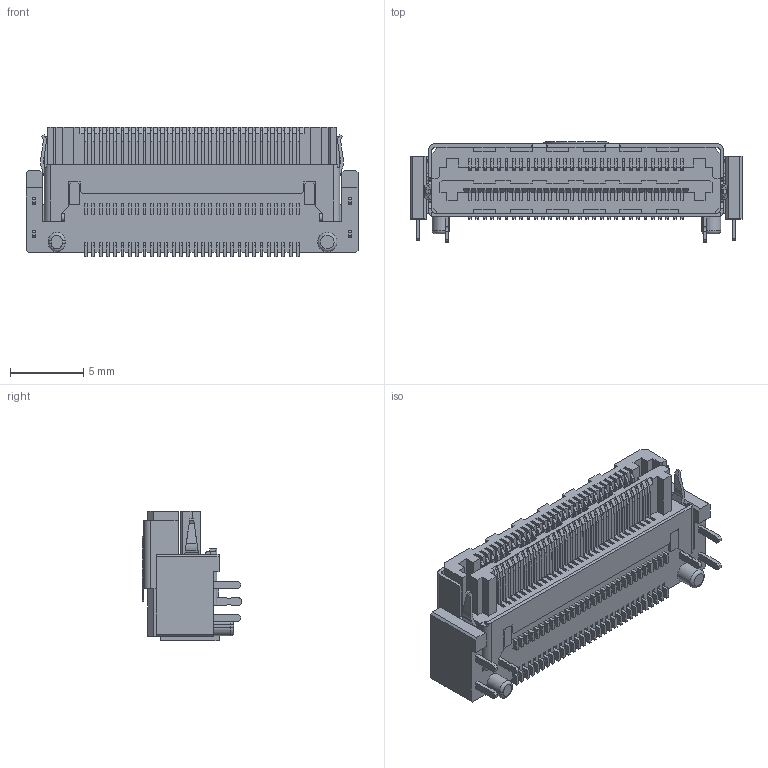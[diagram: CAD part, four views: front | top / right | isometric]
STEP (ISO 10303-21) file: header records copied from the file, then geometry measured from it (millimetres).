
FILE_DESCRIPTION(/* description */ ('STEP AP214'),/* implementation_level */ '2;1');
FILE_NAME(/* name */ 'LSHM-130-01-L-RH-A-S-K-TR',/* time_stamp */ '2024-01-15T11:37:53+01:00',/* author */ ('License CC BY-ND 4.0'),/* organization */ ('CADENAS'),/* preprocessor_version */ 'ST-DEVELOPER v19.3',/* originating_system */ 'PARTsolutions',/* authorisation */ ' ');
FILE_SCHEMA (('AUTOMOTIVE_DESIGN {1 0 10303 214 3 1 1}'));
Products named in the file (5): LSHM-130-01-L-RH-A-S-K-TR; K-DOT-.177-.281--.005pp; C-185--30-01-RH1P2 L; C-185--30-01-L-RH1P; LSHM-30-01-RH-A-S_STRIP
Assembly tree (4 placements, depth 2):
  LSHM-130-01-L-RH-A-S-K-TR
    K-DOT-.177-.281--.005pp
    C-185--30-01-RH1P2 L
    C-185--30-01-L-RH1P
    LSHM-30-01-RH-A-S_STRIP
Bounding box: 22.7 x 6.83 x 8.85 mm (x, y, z)
Volume: 734.2 mm3; surface area: 3017.4 mm2
Topology: 4 solids, 4 shells, 2039 faces, 5819 edges, 3723 vertices
Faces by surface type: plane 2000, cylinder 36, torus 3
Full cylindrical faces by diameter (mm): 1.32 x1, 4.5 x1
Entity records: 73885 total; most frequent: ORIENTED_EDGE 11632, CARTESIAN_POINT 11583, DIRECTION 9985, EDGE_CURVE 5816, LINE 5735, VECTOR 5735, VERTEX_POINT 3723, AXIS2_PLACEMENT_3D 2125
